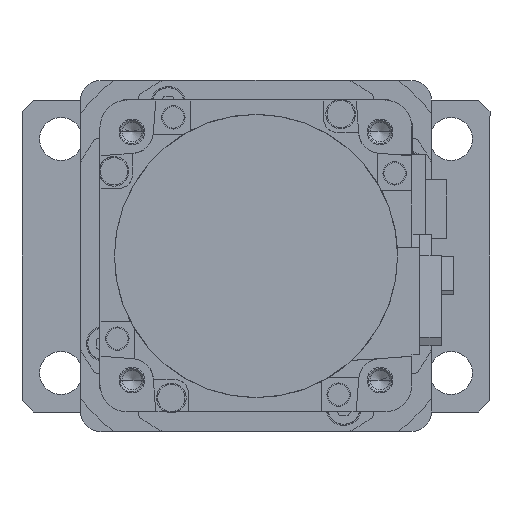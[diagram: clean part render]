
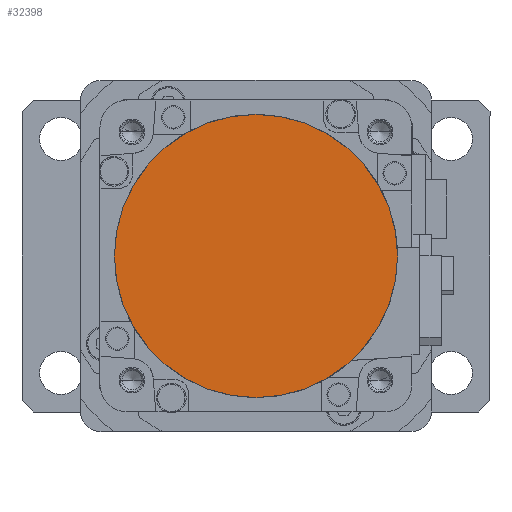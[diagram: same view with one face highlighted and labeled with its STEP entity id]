
A CAD part, front view. The second image highlights one B-rep face of the part: STEP entity #32398.
In plain terms, the highlighted face is planar.
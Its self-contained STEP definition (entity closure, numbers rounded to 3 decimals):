
#1265 = EDGE_CURVE ( 'NONE', #20721, #34860, #14904, .T. ) ;
#4679 = DIRECTION ( 'NONE',  ( 1., 0., 0. ) ) ;
#6393 = CARTESIAN_POINT ( 'NONE',  ( 0., 0., -162.5 ) ) ;
#8217 = FACE_OUTER_BOUND ( 'NONE', #34159, .T. ) ;
#8313 = CARTESIAN_POINT ( 'NONE',  ( 0., 36.3, -162.5 ) ) ;
#8560 = CARTESIAN_POINT ( 'NONE',  ( 0., -36.3, -162.5 ) ) ;
#9904 = PLANE ( 'NONE',  #22799 ) ;
#12165 = CARTESIAN_POINT ( 'NONE',  ( 0., 0., -162.5 ) ) ;
#14904 = CIRCLE ( 'NONE', #34775, 36.3 ) ;
#15206 = DIRECTION ( 'NONE',  ( 0., 1., 0. ) ) ;
#16435 = CARTESIAN_POINT ( 'NONE',  ( 0., 0., -162.5 ) ) ;
#18472 = ORIENTED_EDGE ( 'NONE', *, *, #24194, .F. ) ;
#20721 = VERTEX_POINT ( 'NONE', #8560 ) ;
#22799 = AXIS2_PLACEMENT_3D ( 'NONE', #16435, #29308, #4679 ) ;
#23464 = DIRECTION ( 'NONE',  ( 0., 0., 1. ) ) ;
#24194 = EDGE_CURVE ( 'NONE', #34860, #20721, #26396, .T. ) ;
#26316 = AXIS2_PLACEMENT_3D ( 'NONE', #12165, #34070, #15206 ) ;
#26396 = CIRCLE ( 'NONE', #26316, 36.3 ) ;
#26560 = ORIENTED_EDGE ( 'NONE', *, *, #1265, .F. ) ;
#28978 = DIRECTION ( 'NONE',  ( 0., -1., 0. ) ) ;
#29308 = DIRECTION ( 'NONE',  ( 0., 0., 1. ) ) ;
#32398 = ADVANCED_FACE ( 'NONE', ( #8217 ), #9904, .F. ) ;
#34070 = DIRECTION ( 'NONE',  ( 0., 0., 1. ) ) ;
#34159 = EDGE_LOOP ( 'NONE', ( #18472, #26560 ) ) ;
#34775 = AXIS2_PLACEMENT_3D ( 'NONE', #6393, #23464, #28978 ) ;
#34860 = VERTEX_POINT ( 'NONE', #8313 ) ;
